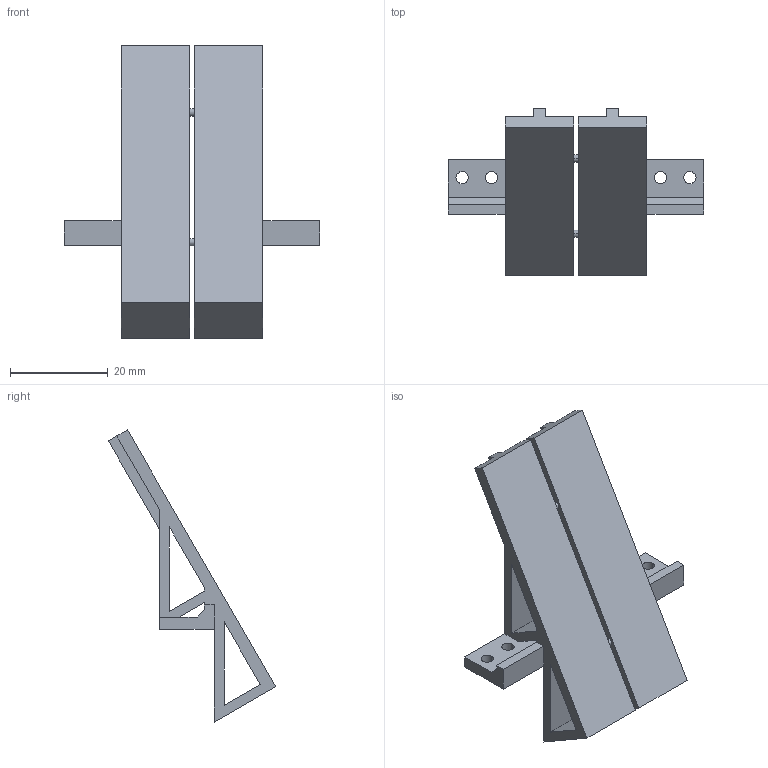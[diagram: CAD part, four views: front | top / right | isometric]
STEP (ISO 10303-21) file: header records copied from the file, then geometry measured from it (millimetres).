
FILE_DESCRIPTION (( 'STEP AP214' ), '1' );
FILE_NAME ('8inch_1600x480_RightStand_V04_Dure.STEP', '2022-09-04T23:51:51', ( '' ), ( '' ), 'SwSTEP 2.0', 'SolidWorks 2017', '' );
FILE_SCHEMA (( 'AUTOMOTIVE_DESIGN' ));
Length unit declared in the file: millimetre
Products named in the file (1): 8inch_1600x480_RightStand_V04_Dure
Bounding box: 52.2 x 34.22 x 59.78 mm (x, y, z)
Volume: 9524.1 mm3; surface area: 8994.9 mm2
Topology: 1 solids, 1 shells, 66 faces, 190 edges, 126 vertices
Faces by surface type: plane 54, cylinder 12
Entity records: 2220 total; most frequent: CARTESIAN_POINT 383, ORIENTED_EDGE 380, DIRECTION 348, EDGE_CURVE 190, VECTOR 166, LINE 166, VERTEX_POINT 126, AXIS2_PLACEMENT_3D 91
